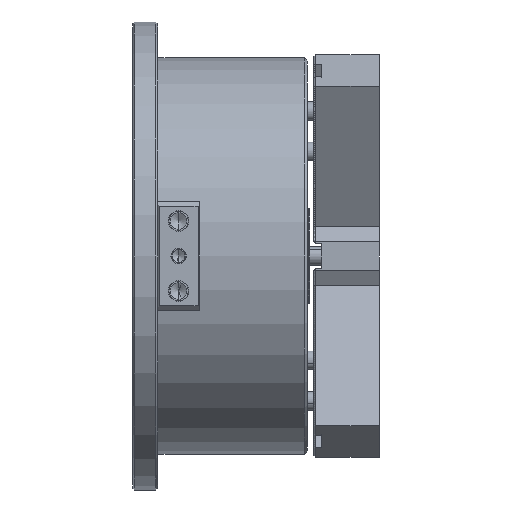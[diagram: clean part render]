
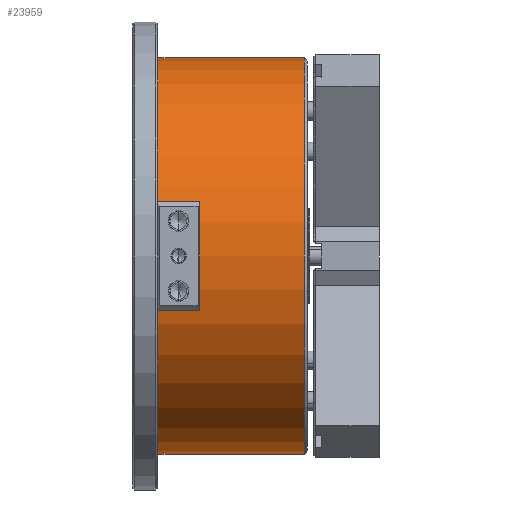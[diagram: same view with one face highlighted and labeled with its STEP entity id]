
A CAD part, front view. The second image highlights one B-rep face of the part: STEP entity #23959.
In plain terms, the highlighted cylindrical face has radius 127 mm (diameter 254 mm), a partial arc.
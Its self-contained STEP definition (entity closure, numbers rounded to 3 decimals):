
#1189 = ORIENTED_EDGE ( 'NONE', *, *, #32582, .F. ) ;
#2736 = LINE ( 'NONE', #31352, #23476 ) ;
#2949 = CYLINDRICAL_SURFACE ( 'NONE', #3115, 127. ) ;
#3115 = AXIS2_PLACEMENT_3D ( 'NONE', #30846, #22806, #14668 ) ;
#3815 = VERTEX_POINT ( 'NONE', #31570 ) ;
#4713 = CARTESIAN_POINT ( 'NONE',  ( 121.711, 0., 127. ) ) ;
#6530 = VERTEX_POINT ( 'NONE', #21406 ) ;
#6608 = CIRCLE ( 'NONE', #21656, 127. ) ;
#6973 = AXIS2_PLACEMENT_3D ( 'NONE', #27067, #10880, #29804 ) ;
#8344 = EDGE_CURVE ( 'NONE', #6530, #3815, #30837, .T. ) ;
#10880 = DIRECTION ( 'NONE',  ( -1., 0., 0. ) ) ;
#11822 = VERTEX_POINT ( 'NONE', #31297 ) ;
#12924 = DIRECTION ( 'NONE',  ( 1., 0., 0. ) ) ;
#13446 = VECTOR ( 'NONE', #12924, 1000. ) ;
#13816 = CARTESIAN_POINT ( 'NONE',  ( 0.3, 0., 0. ) ) ;
#14521 = EDGE_CURVE ( 'NONE', #26471, #6530, #2736, .T. ) ;
#14668 = DIRECTION ( 'NONE',  ( 0., 0., -1. ) ) ;
#15195 = ORIENTED_EDGE ( 'NONE', *, *, #25952, .T. ) ;
#15765 = ORIENTED_EDGE ( 'NONE', *, *, #14521, .T. ) ;
#16537 = DIRECTION ( 'NONE',  ( 0., 0., 1. ) ) ;
#17209 = ORIENTED_EDGE ( 'NONE', *, *, #8344, .T. ) ;
#20707 = DIRECTION ( 'NONE',  ( 1., 0., 0. ) ) ;
#21406 = CARTESIAN_POINT ( 'NONE',  ( 94., 0., -127. ) ) ;
#21656 = AXIS2_PLACEMENT_3D ( 'NONE', #13816, #32741, #16537 ) ;
#22806 = DIRECTION ( 'NONE',  ( 1., 0., 0. ) ) ;
#23172 = LINE ( 'NONE', #4713, #13446 ) ;
#23476 = VECTOR ( 'NONE', #20707, 1000. ) ;
#23959 = ADVANCED_FACE ( 'NONE', ( #31737 ), #2949, .T. ) ;
#25952 = EDGE_CURVE ( 'NONE', #11822, #26471, #6608, .T. ) ;
#26471 = VERTEX_POINT ( 'NONE', #34859 ) ;
#27067 = CARTESIAN_POINT ( 'NONE',  ( 94., 0., 0. ) ) ;
#28186 = EDGE_LOOP ( 'NONE', ( #1189, #15195, #15765, #17209 ) ) ;
#29804 = DIRECTION ( 'NONE',  ( 0., 0., -1. ) ) ;
#30837 = CIRCLE ( 'NONE', #6973, 127. ) ;
#30846 = CARTESIAN_POINT ( 'NONE',  ( 121.711, 0., 0. ) ) ;
#31297 = CARTESIAN_POINT ( 'NONE',  ( 0.3, 0., 127. ) ) ;
#31352 = CARTESIAN_POINT ( 'NONE',  ( 121.711, 0., -127. ) ) ;
#31570 = CARTESIAN_POINT ( 'NONE',  ( 94., 0., 127. ) ) ;
#31737 = FACE_OUTER_BOUND ( 'NONE', #28186, .T. ) ;
#32582 = EDGE_CURVE ( 'NONE', #11822, #3815, #23172, .T. ) ;
#32741 = DIRECTION ( 'NONE',  ( 1., 0., 0. ) ) ;
#34859 = CARTESIAN_POINT ( 'NONE',  ( 0.3, 0., -127. ) ) ;
